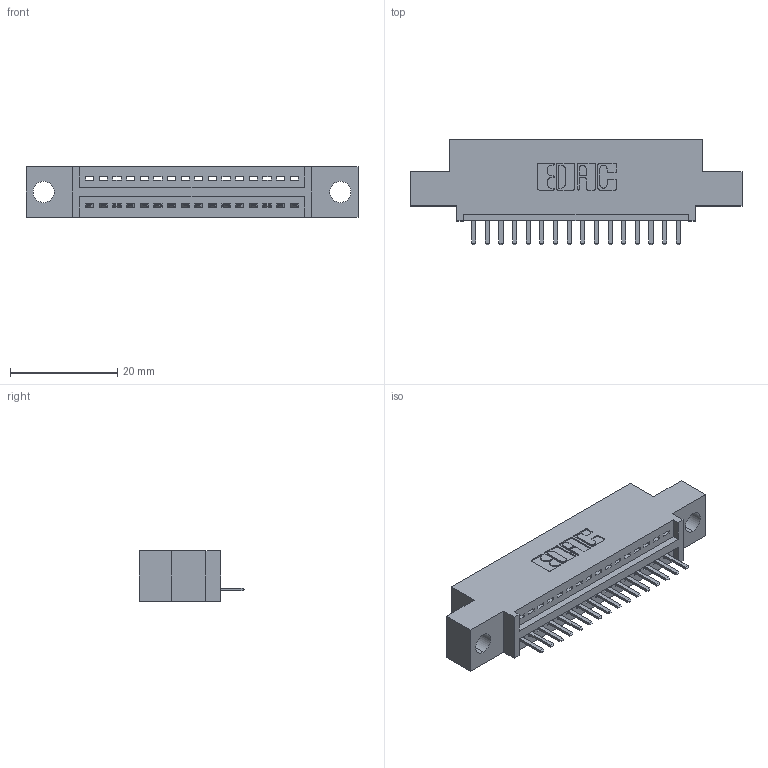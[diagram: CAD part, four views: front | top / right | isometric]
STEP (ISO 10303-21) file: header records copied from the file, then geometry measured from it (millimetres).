
FILE_DESCRIPTION (( 'STEP AP203' ), '1' );
FILE_NAME ('345-016-520-404.STEP', '2019-10-04T13:10:55', ( '' ), ( '' ), 'SwSTEP 2.0', 'SolidWorks 2016', '' );
FILE_SCHEMA (( 'CONFIG_CONTROL_DESIGN' ));
Length unit declared in the file: inch
Products named in the file (3): 345-292-001_345-293-120; 345 Part_0.110 Offset - 0.156 Dia-TH; 345-016-520-404
Assembly tree (17 placements, depth 2):
  345-016-520-404
    345 Part_0.110 Offset - 0.156 Dia-TH
    345-292-001_345-293-120  x16
Bounding box: 61.85 x 19.68 x 9.4 mm (x, y, z)
Volume: 5454.3 mm3; surface area: 6634.9 mm2
Topology: 17 solids, 17 shells, 1122 faces, 3297 edges, 2154 vertices
Faces by surface type: plane 756, cylinder 366
Entity records: 15791 total; most frequent: CARTESIAN_POINT 2756, ORIENTED_EDGE 2694, DIRECTION 2431, EDGE_CURVE 1347, VECTOR 1147, LINE 1147, VERTEX_POINT 894, AXIS2_PLACEMENT_3D 642
